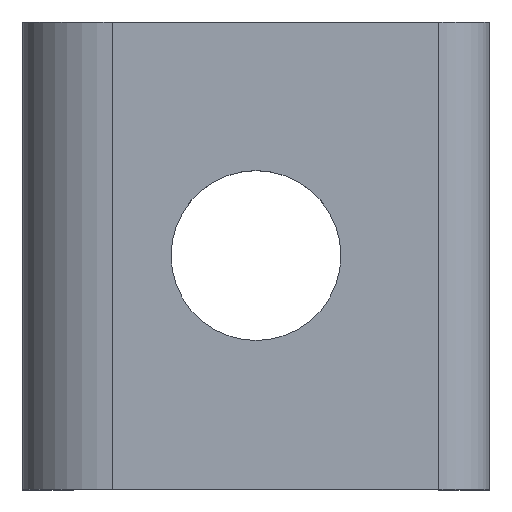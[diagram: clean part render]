
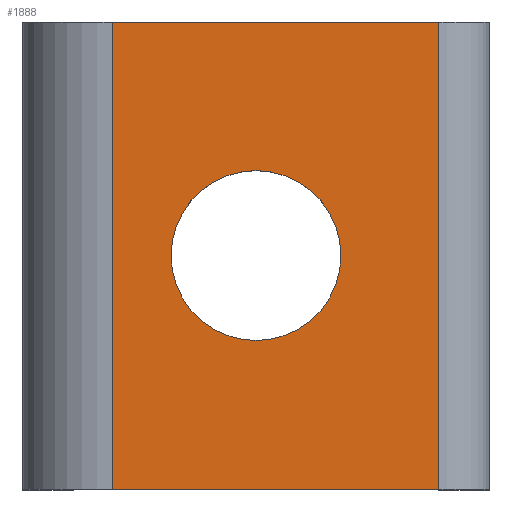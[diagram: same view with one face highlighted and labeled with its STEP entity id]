
A CAD part, top view. The second image highlights one B-rep face of the part: STEP entity #1888.
In plain terms, the highlighted planar face has unit normal (0, 0, 1).
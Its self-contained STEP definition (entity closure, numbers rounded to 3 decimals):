
#398 = PLANE('',#399);
#399 = AXIS2_PLACEMENT_3D('',#400,#401,#402);
#400 = CARTESIAN_POINT('',(0.032,-5.5,8.658));
#401 = DIRECTION('',(0.,-1.,0.));
#402 = DIRECTION('',(0.,0.,-1.));
#426 = CYLINDRICAL_SURFACE('',#427,1.2);
#427 = AXIS2_PLACEMENT_3D('',#428,#429,#430);
#428 = CARTESIAN_POINT('',(4.3,5.5,13.8));
#429 = DIRECTION('',(0.,1.,0.));
#430 = DIRECTION('',(1.,0.,0.));
#453 = PLANE('',#454);
#454 = AXIS2_PLACEMENT_3D('',#455,#456,#457);
#455 = CARTESIAN_POINT('',(0.032,5.5,8.658));
#456 = DIRECTION('',(0.,-1.,0.));
#457 = DIRECTION('',(0.,0.,-1.));
#785 = VERTEX_POINT('',#786);
#786 = CARTESIAN_POINT('',(4.3,5.5,15.));
#807 = EDGE_CURVE('',#785,#808,#810,.T.);
#808 = VERTEX_POINT('',#809);
#809 = CARTESIAN_POINT('',(-3.383,5.5,15.));
#810 = SURFACE_CURVE('',#811,(#815,#822),.PCURVE_S1.);
#811 = LINE('',#812,#813);
#812 = CARTESIAN_POINT('',(4.3,5.5,15.));
#813 = VECTOR('',#814,1.);
#814 = DIRECTION('',(-1.,0.,0.));
#815 = PCURVE('',#453,#816);
#816 = DEFINITIONAL_REPRESENTATION('',(#817),#821);
#817 = LINE('',#818,#819);
#818 = CARTESIAN_POINT('',(-6.342,4.268));
#819 = VECTOR('',#820,1.);
#820 = DIRECTION('',(0.,-1.));
#821 = ( GEOMETRIC_REPRESENTATION_CONTEXT(2) 
PARAMETRIC_REPRESENTATION_CONTEXT() REPRESENTATION_CONTEXT('2D SPACE',''
  ) );
#822 = PCURVE('',#823,#828);
#823 = PLANE('',#824);
#824 = AXIS2_PLACEMENT_3D('',#825,#826,#827);
#825 = CARTESIAN_POINT('',(4.3,5.5,15.));
#826 = DIRECTION('',(0.,0.,-1.));
#827 = DIRECTION('',(-1.,0.,0.));
#828 = DEFINITIONAL_REPRESENTATION('',(#829),#833);
#829 = LINE('',#830,#831);
#830 = CARTESIAN_POINT('',(0.,0.));
#831 = VECTOR('',#832,1.);
#832 = DIRECTION('',(1.,0.));
#833 = ( GEOMETRIC_REPRESENTATION_CONTEXT(2) 
PARAMETRIC_REPRESENTATION_CONTEXT() REPRESENTATION_CONTEXT('2D SPACE',''
  ) );
#852 = CYLINDRICAL_SURFACE('',#853,2.117);
#853 = AXIS2_PLACEMENT_3D('',#854,#855,#856);
#854 = CARTESIAN_POINT('',(-3.383,5.5,12.883));
#855 = DIRECTION('',(0.,1.,0.));
#856 = DIRECTION('',(1.,0.,0.));
#973 = VERTEX_POINT('',#974);
#974 = CARTESIAN_POINT('',(4.3,-5.5,15.));
#995 = EDGE_CURVE('',#785,#973,#996,.T.);
#996 = SURFACE_CURVE('',#997,(#1001,#1007),.PCURVE_S1.);
#997 = LINE('',#998,#999);
#998 = CARTESIAN_POINT('',(4.3,5.5,15.));
#999 = VECTOR('',#1000,1.);
#1000 = DIRECTION('',(0.,-1.,0.));
#1001 = PCURVE('',#426,#1002);
#1002 = DEFINITIONAL_REPRESENTATION('',(#1003),#1006);
#1003 = B_SPLINE_CURVE_WITH_KNOTS('',1,(#1004,#1005),.UNSPECIFIED.,.F.,
  .F.,(2,2),(0.,11.),.PIECEWISE_BEZIER_KNOTS.);
#1004 = CARTESIAN_POINT('',(-1.571,0.));
#1005 = CARTESIAN_POINT('',(-1.571,-11.));
#1006 = ( GEOMETRIC_REPRESENTATION_CONTEXT(2) 
PARAMETRIC_REPRESENTATION_CONTEXT() REPRESENTATION_CONTEXT('2D SPACE',''
  ) );
#1007 = PCURVE('',#823,#1008);
#1008 = DEFINITIONAL_REPRESENTATION('',(#1009),#1013);
#1009 = LINE('',#1010,#1011);
#1010 = CARTESIAN_POINT('',(0.,0.));
#1011 = VECTOR('',#1012,1.);
#1012 = DIRECTION('',(0.,-1.));
#1013 = ( GEOMETRIC_REPRESENTATION_CONTEXT(2) 
PARAMETRIC_REPRESENTATION_CONTEXT() REPRESENTATION_CONTEXT('2D SPACE',''
  ) );
#1043 = EDGE_CURVE('',#973,#1044,#1046,.T.);
#1044 = VERTEX_POINT('',#1045);
#1045 = CARTESIAN_POINT('',(-3.383,-5.5,15.));
#1046 = SURFACE_CURVE('',#1047,(#1051,#1058),.PCURVE_S1.);
#1047 = LINE('',#1048,#1049);
#1048 = CARTESIAN_POINT('',(4.3,-5.5,15.));
#1049 = VECTOR('',#1050,1.);
#1050 = DIRECTION('',(-1.,0.,0.));
#1051 = PCURVE('',#398,#1052);
#1052 = DEFINITIONAL_REPRESENTATION('',(#1053),#1057);
#1053 = LINE('',#1054,#1055);
#1054 = CARTESIAN_POINT('',(-6.342,4.268));
#1055 = VECTOR('',#1056,1.);
#1056 = DIRECTION('',(0.,-1.));
#1057 = ( GEOMETRIC_REPRESENTATION_CONTEXT(2) 
PARAMETRIC_REPRESENTATION_CONTEXT() REPRESENTATION_CONTEXT('2D SPACE',''
  ) );
#1058 = PCURVE('',#823,#1059);
#1059 = DEFINITIONAL_REPRESENTATION('',(#1060),#1064);
#1060 = LINE('',#1061,#1062);
#1061 = CARTESIAN_POINT('',(0.,-11.));
#1062 = VECTOR('',#1063,1.);
#1063 = DIRECTION('',(1.,0.));
#1064 = ( GEOMETRIC_REPRESENTATION_CONTEXT(2) 
PARAMETRIC_REPRESENTATION_CONTEXT() REPRESENTATION_CONTEXT('2D SPACE',''
  ) );
#1349 = CYLINDRICAL_SURFACE('',#1350,2.);
#1350 = AXIS2_PLACEMENT_3D('',#1351,#1352,#1353);
#1351 = CARTESIAN_POINT('',(0.,0.,15.));
#1352 = DIRECTION('',(0.,0.,1.));
#1353 = DIRECTION('',(-1.,0.,0.));
#1866 = EDGE_CURVE('',#808,#1044,#1867,.T.);
#1867 = SURFACE_CURVE('',#1868,(#1872,#1878),.PCURVE_S1.);
#1868 = LINE('',#1869,#1870);
#1869 = CARTESIAN_POINT('',(-3.383,5.5,15.));
#1870 = VECTOR('',#1871,1.);
#1871 = DIRECTION('',(0.,-1.,0.));
#1872 = PCURVE('',#852,#1873);
#1873 = DEFINITIONAL_REPRESENTATION('',(#1874),#1877);
#1874 = B_SPLINE_CURVE_WITH_KNOTS('',1,(#1875,#1876),.UNSPECIFIED.,.F.,
  .F.,(2,2),(0.,11.),.PIECEWISE_BEZIER_KNOTS.);
#1875 = CARTESIAN_POINT('',(-1.571,0.));
#1876 = CARTESIAN_POINT('',(-1.571,-11.));
#1877 = ( GEOMETRIC_REPRESENTATION_CONTEXT(2) 
PARAMETRIC_REPRESENTATION_CONTEXT() REPRESENTATION_CONTEXT('2D SPACE',''
  ) );
#1878 = PCURVE('',#823,#1879);
#1879 = DEFINITIONAL_REPRESENTATION('',(#1880),#1884);
#1880 = LINE('',#1881,#1882);
#1881 = CARTESIAN_POINT('',(7.683,0.));
#1882 = VECTOR('',#1883,1.);
#1883 = DIRECTION('',(0.,-1.));
#1884 = ( GEOMETRIC_REPRESENTATION_CONTEXT(2) 
PARAMETRIC_REPRESENTATION_CONTEXT() REPRESENTATION_CONTEXT('2D SPACE',''
  ) );
#1888 = ADVANCED_FACE('',(#1889,#1895),#823,.F.);
#1889 = FACE_BOUND('',#1890,.F.);
#1890 = EDGE_LOOP('',(#1891,#1892,#1893,#1894));
#1891 = ORIENTED_EDGE('',*,*,#995,.T.);
#1892 = ORIENTED_EDGE('',*,*,#1043,.T.);
#1893 = ORIENTED_EDGE('',*,*,#1866,.F.);
#1894 = ORIENTED_EDGE('',*,*,#807,.F.);
#1895 = FACE_BOUND('',#1896,.F.);
#1896 = EDGE_LOOP('',(#1897));
#1897 = ORIENTED_EDGE('',*,*,#1898,.T.);
#1898 = EDGE_CURVE('',#1899,#1899,#1901,.T.);
#1899 = VERTEX_POINT('',#1900);
#1900 = CARTESIAN_POINT('',(-2.,0.,15.));
#1901 = SURFACE_CURVE('',#1902,(#1907,#1918),.PCURVE_S1.);
#1902 = CIRCLE('',#1903,2.);
#1903 = AXIS2_PLACEMENT_3D('',#1904,#1905,#1906);
#1904 = CARTESIAN_POINT('',(0.,0.,15.));
#1905 = DIRECTION('',(0.,0.,1.));
#1906 = DIRECTION('',(-1.,0.,0.));
#1907 = PCURVE('',#823,#1908);
#1908 = DEFINITIONAL_REPRESENTATION('',(#1909),#1917);
#1909 = ( BOUNDED_CURVE() B_SPLINE_CURVE(2,(#1910,#1911,#1912,#1913,
#1914,#1915,#1916),.UNSPECIFIED.,.T.,.F.) B_SPLINE_CURVE_WITH_KNOTS((1,2
    ,2,2,2,1),(-2.094,0.,2.094,4.189,
6.283,8.378),.UNSPECIFIED.) CURVE() 
GEOMETRIC_REPRESENTATION_ITEM() RATIONAL_B_SPLINE_CURVE((1.,0.5,1.,0.5,
1.,0.5,1.)) REPRESENTATION_ITEM('') );
#1910 = CARTESIAN_POINT('',(6.3,-5.5));
#1911 = CARTESIAN_POINT('',(6.3,-8.964));
#1912 = CARTESIAN_POINT('',(3.3,-7.232));
#1913 = CARTESIAN_POINT('',(0.3,-5.5));
#1914 = CARTESIAN_POINT('',(3.3,-3.768));
#1915 = CARTESIAN_POINT('',(6.3,-2.036));
#1916 = CARTESIAN_POINT('',(6.3,-5.5));
#1917 = ( GEOMETRIC_REPRESENTATION_CONTEXT(2) 
PARAMETRIC_REPRESENTATION_CONTEXT() REPRESENTATION_CONTEXT('2D SPACE',''
  ) );
#1918 = PCURVE('',#1349,#1919);
#1919 = DEFINITIONAL_REPRESENTATION('',(#1920),#1923);
#1920 = B_SPLINE_CURVE_WITH_KNOTS('',1,(#1921,#1922),.UNSPECIFIED.,.F.,
  .F.,(2,2),(0.,6.283),.PIECEWISE_BEZIER_KNOTS.);
#1921 = CARTESIAN_POINT('',(0.,0.));
#1922 = CARTESIAN_POINT('',(6.283,0.));
#1923 = ( GEOMETRIC_REPRESENTATION_CONTEXT(2) 
PARAMETRIC_REPRESENTATION_CONTEXT() REPRESENTATION_CONTEXT('2D SPACE',''
  ) );
